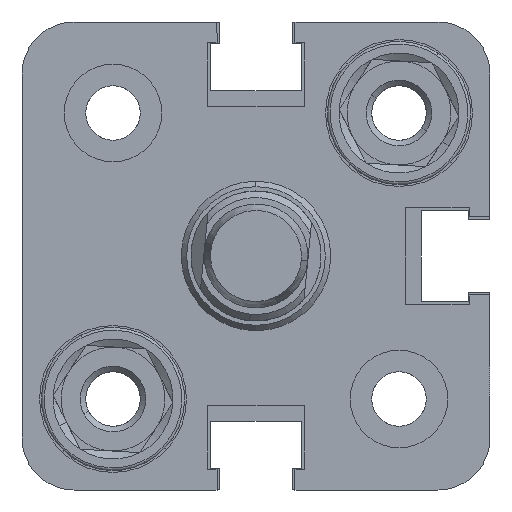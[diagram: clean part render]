
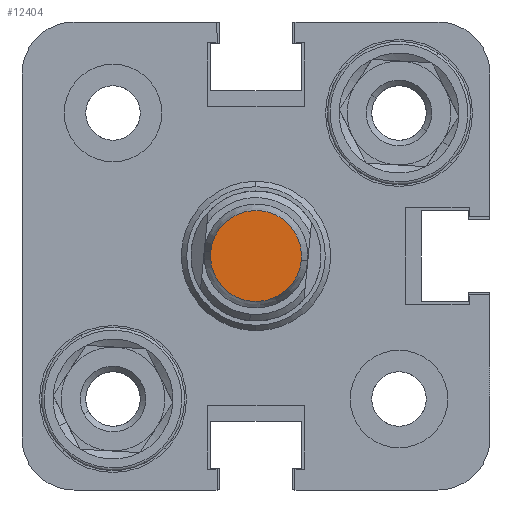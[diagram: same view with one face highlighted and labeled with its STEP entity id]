
A CAD part, left-side view. The second image highlights one B-rep face of the part: STEP entity #12404.
In plain terms, the highlighted face is planar.
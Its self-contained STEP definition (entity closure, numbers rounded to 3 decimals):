
#1157 = PLANE ( 'NONE',  #9582 ) ;
#3148 = AXIS2_PLACEMENT_3D ( 'NONE', #12278, #8520, #12359 ) ;
#3396 = DIRECTION ( 'NONE',  ( 1., 0., 0. ) ) ;
#3706 = CARTESIAN_POINT ( 'NONE',  ( 16., 0., 0. ) ) ;
#3952 = CIRCLE ( 'NONE', #13856, 3.5 ) ;
#4641 = VERTEX_POINT ( 'NONE', #8557 ) ;
#5296 = FACE_OUTER_BOUND ( 'NONE', #7888, .T. ) ;
#6297 = DIRECTION ( 'NONE',  ( 0., 0., 1. ) ) ;
#7653 = DIRECTION ( 'NONE',  ( -1., 0., 0. ) ) ;
#7888 = EDGE_LOOP ( 'NONE', ( #8971, #12466 ) ) ;
#7949 = VERTEX_POINT ( 'NONE', #9651 ) ;
#8520 = DIRECTION ( 'NONE',  ( 1., 0., 0. ) ) ;
#8557 = CARTESIAN_POINT ( 'NONE',  ( 16., 0., 3.5 ) ) ;
#8971 = ORIENTED_EDGE ( 'NONE', *, *, #14152, .T. ) ;
#9582 = AXIS2_PLACEMENT_3D ( 'NONE', #3706, #7653, #6297 ) ;
#9651 = CARTESIAN_POINT ( 'NONE',  ( 16., 0., -3.5 ) ) ;
#10369 = CIRCLE ( 'NONE', #3148, 3.5 ) ;
#11919 = EDGE_CURVE ( 'NONE', #7949, #4641, #10369, .T. ) ;
#12278 = CARTESIAN_POINT ( 'NONE',  ( 16., 0., 0. ) ) ;
#12359 = DIRECTION ( 'NONE',  ( 0., 0., 1. ) ) ;
#12404 = ADVANCED_FACE ( 'NONE', ( #5296 ), #1157, .F. ) ;
#12427 = CARTESIAN_POINT ( 'NONE',  ( 16., 0., 0. ) ) ;
#12466 = ORIENTED_EDGE ( 'NONE', *, *, #11919, .T. ) ;
#13612 = DIRECTION ( 'NONE',  ( 0., 0., 1. ) ) ;
#13856 = AXIS2_PLACEMENT_3D ( 'NONE', #12427, #3396, #13612 ) ;
#14152 = EDGE_CURVE ( 'NONE', #4641, #7949, #3952, .T. ) ;
